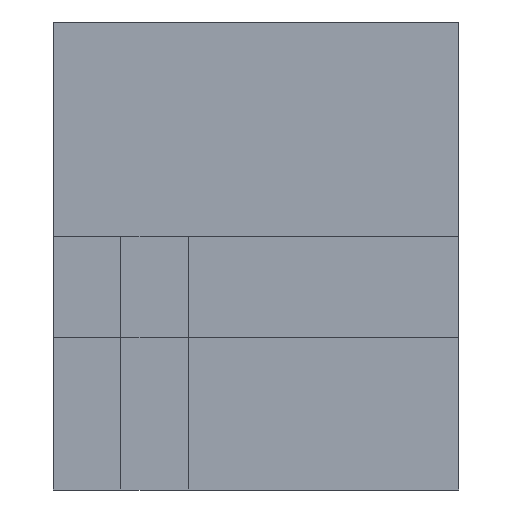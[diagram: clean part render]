
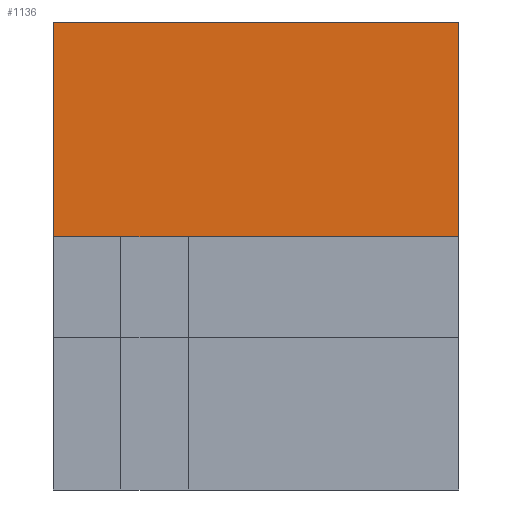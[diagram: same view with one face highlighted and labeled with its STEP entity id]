
A CAD part, front view. The second image highlights one B-rep face of the part: STEP entity #1136.
In plain terms, the highlighted planar face has unit normal (0, -1, 0).
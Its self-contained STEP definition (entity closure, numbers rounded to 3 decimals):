
#108=FACE_OUTER_BOUND('',#175,.T.);
#175=EDGE_LOOP('',(#919,#920,#921,#922,#923,#924));
#259=LINE('',#1745,#389);
#260=LINE('',#1748,#390);
#294=LINE('',#1833,#424);
#295=LINE('',#1836,#425);
#296=LINE('',#1838,#426);
#297=LINE('',#1839,#427);
#389=VECTOR('',#1411,1.);
#390=VECTOR('',#1414,1.);
#424=VECTOR('',#1486,1.);
#425=VECTOR('',#1489,1.);
#426=VECTOR('',#1490,1.);
#427=VECTOR('',#1491,1.);
#487=VERTEX_POINT('',#1651);
#513=VERTEX_POINT('',#1743);
#514=VERTEX_POINT('',#1747);
#546=VERTEX_POINT('',#1831);
#547=VERTEX_POINT('',#1835);
#548=VERTEX_POINT('',#1837);
#638=EDGE_CURVE('',#487,#513,#259,.T.);
#639=EDGE_CURVE('',#487,#514,#260,.T.);
#681=EDGE_CURVE('',#513,#546,#294,.T.);
#682=EDGE_CURVE('',#546,#547,#295,.T.);
#683=EDGE_CURVE('',#547,#548,#296,.T.);
#684=EDGE_CURVE('',#514,#548,#297,.T.);
#919=ORIENTED_EDGE('',*,*,#638,.T.);
#920=ORIENTED_EDGE('',*,*,#681,.T.);
#921=ORIENTED_EDGE('',*,*,#682,.T.);
#922=ORIENTED_EDGE('',*,*,#683,.T.);
#923=ORIENTED_EDGE('',*,*,#684,.F.);
#924=ORIENTED_EDGE('',*,*,#639,.F.);
#1081=PLANE('',#1238);
#1136=ADVANCED_FACE('',(#108),#1081,.F.);
#1238=AXIS2_PLACEMENT_3D('',#1834,#1487,#1488);
#1411=DIRECTION('',(1.,0.,0.));
#1414=DIRECTION('',(0.,0.,1.));
#1486=DIRECTION('',(1.,0.,0.));
#1487=DIRECTION('center_axis',(0.,1.,0.));
#1488=DIRECTION('ref_axis',(0.,0.,1.));
#1489=DIRECTION('',(1.,0.,0.));
#1490=DIRECTION('',(0.,0.,1.));
#1491=DIRECTION('',(1.,0.,0.));
#1651=CARTESIAN_POINT('',(12.192,-18.21,-8.07));
#1743=CARTESIAN_POINT('',(16.192,-18.21,-8.07));
#1745=CARTESIAN_POINT('',(12.192,-18.21,-8.07));
#1747=CARTESIAN_POINT('',(12.192,-18.21,4.63));
#1748=CARTESIAN_POINT('',(12.192,-18.21,-14.07));
#1831=CARTESIAN_POINT('',(20.192,-18.21,-8.07));
#1833=CARTESIAN_POINT('',(12.192,-18.21,-8.07));
#1834=CARTESIAN_POINT('Origin',(12.192,-18.21,-14.07));
#1835=CARTESIAN_POINT('',(36.192,-18.21,-8.07));
#1836=CARTESIAN_POINT('',(16.192,-18.21,-8.07));
#1837=CARTESIAN_POINT('',(36.192,-18.21,4.63));
#1838=CARTESIAN_POINT('',(36.192,-18.21,-14.07));
#1839=CARTESIAN_POINT('',(12.192,-18.21,4.63));
